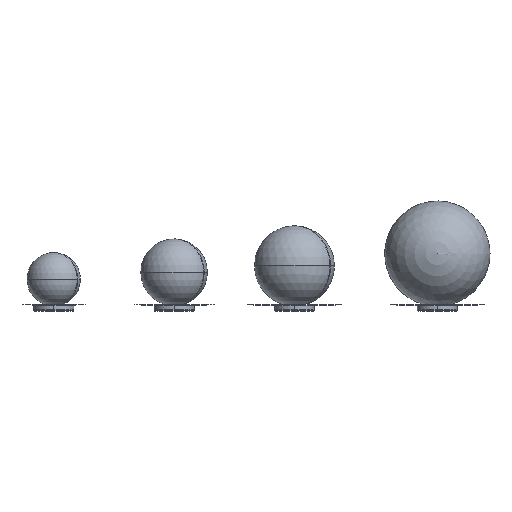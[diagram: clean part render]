
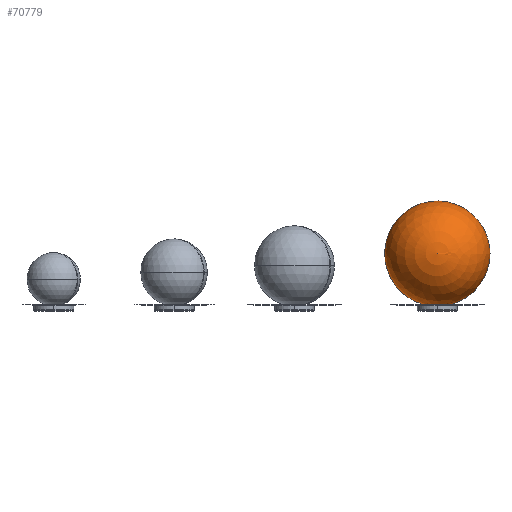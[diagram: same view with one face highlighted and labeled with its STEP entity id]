
A CAD part, top view. The second image highlights one B-rep face of the part: STEP entity #70779.
In plain terms, the highlighted spherical face has radius 200 mm.
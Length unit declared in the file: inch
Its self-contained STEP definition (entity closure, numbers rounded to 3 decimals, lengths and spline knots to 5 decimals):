
#3405 = CARTESIAN_POINT ( 'NONE',  ( -1.94883, 0., 7.62904 ) ) ;
#18740 = ORIENTED_EDGE ( 'NONE', *, *, #185713, .F. ) ;
#20055 = CARTESIAN_POINT ( 'NONE',  ( 0., 0., 7.62904 ) ) ;
#40280 = EDGE_LOOP ( 'NONE', ( #90762, #18740 ) ) ;
#52912 = DIRECTION ( 'NONE',  ( 0., -1., 0. ) ) ;
#68760 = AXIS2_PLACEMENT_3D ( 'NONE', #125087, #52912, #168743 ) ;
#68965 = CARTESIAN_POINT ( 'NONE',  ( 0., 0., 0. ) ) ;
#70512 = VERTEX_POINT ( 'NONE', #130862 ) ;
#70779 = ADVANCED_FACE ( 'NONE', ( #178299 ), #97525, .T. ) ;
#77911 = DIRECTION ( 'NONE',  ( -1., 0., 0. ) ) ;
#90762 = ORIENTED_EDGE ( 'NONE', *, *, #165289, .T. ) ;
#97525 = SPHERICAL_SURFACE ( 'NONE', #174744, 7.87402 ) ;
#103573 = DIRECTION ( 'NONE',  ( 0., 0., -1. ) ) ;
#110814 = DIRECTION ( 'NONE',  ( 0., -1., 0. ) ) ;
#112653 = DIRECTION ( 'NONE',  ( 1., 0., 0. ) ) ;
#125087 = CARTESIAN_POINT ( 'NONE',  ( 0., 0., 0. ) ) ;
#130862 = CARTESIAN_POINT ( 'NONE',  ( 1.94883, 0., 7.62904 ) ) ;
#137375 = AXIS2_PLACEMENT_3D ( 'NONE', #20055, #103573, #77911 ) ;
#151052 = VERTEX_POINT ( 'NONE', #3405 ) ;
#165289 = EDGE_CURVE ( 'NONE', #151052, #70512, #170680, .T. ) ;
#168743 = DIRECTION ( 'NONE',  ( -0.248, 0., 0.969 ) ) ;
#170680 = CIRCLE ( 'NONE', #137375, 1.94883 ) ;
#174744 = AXIS2_PLACEMENT_3D ( 'NONE', #68965, #110814, #112653 ) ;
#174934 = CIRCLE ( 'NONE', #68760, 7.87402 ) ;
#178299 = FACE_OUTER_BOUND ( 'NONE', #40280, .T. ) ;
#185713 = EDGE_CURVE ( 'NONE', #151052, #70512, #174934, .T. ) ;
